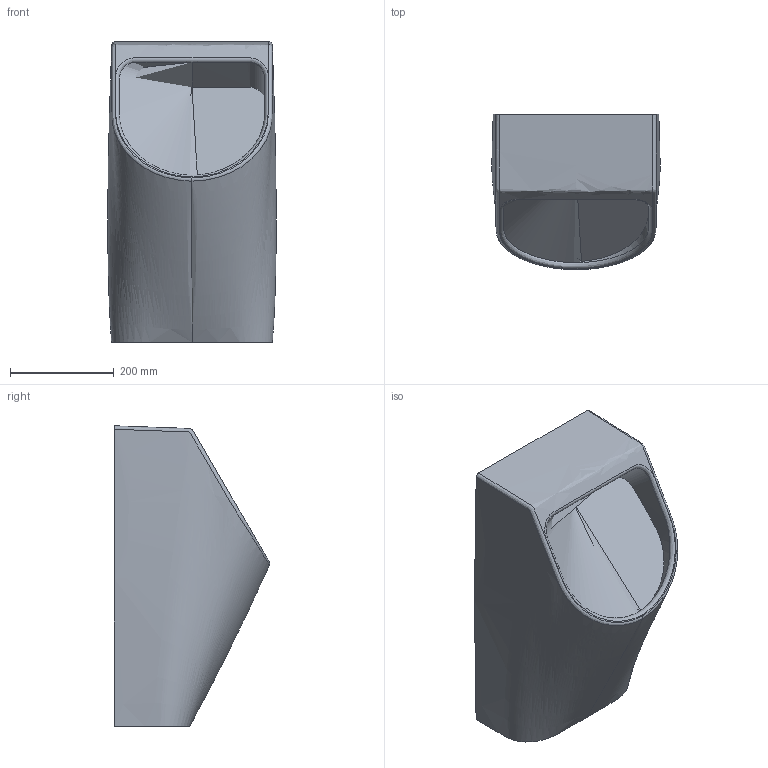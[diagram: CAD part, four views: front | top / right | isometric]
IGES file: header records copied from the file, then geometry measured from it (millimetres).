
Global section: file name: 235100000; native system: Autodesk Inventor 2018; preprocessor: unknown; author: JANAN; date: 20200326.154336; units: millimetre
Bounding box: 325.04 x 299.89 x 580 mm (x, y, z)
Volume: 35399280.2 mm3; surface area: 741266.8 mm2
Topology: 1 solids, 1 shells, 18 faces, 35 edges, 24 vertices
Faces by surface type: bspline 18
